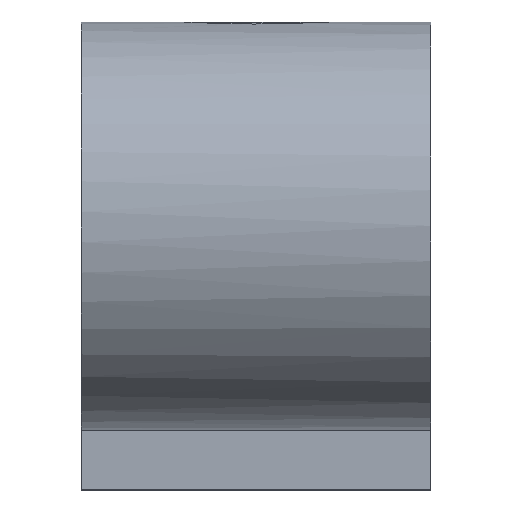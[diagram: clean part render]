
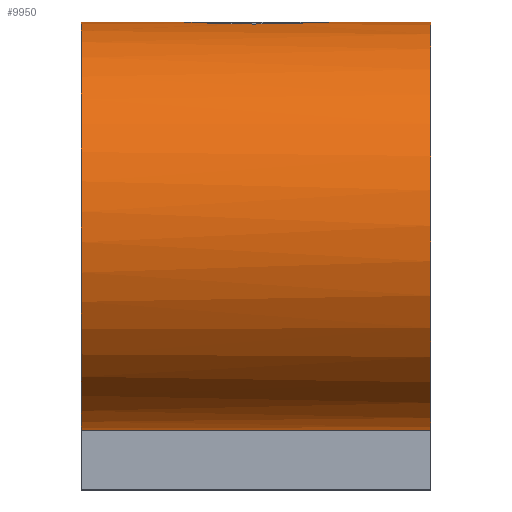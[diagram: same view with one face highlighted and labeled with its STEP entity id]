
A CAD part, top view. The second image highlights one B-rep face of the part: STEP entity #9950.
In plain terms, the highlighted cylindrical face has radius 7 mm (diameter 14 mm), a partial arc.
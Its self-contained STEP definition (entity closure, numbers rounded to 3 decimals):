
#9489=CARTESIAN_POINT('Vertex',(-2.,-7.,-33.)) ;
#9492=CARTESIAN_POINT('Line Origine',(-8.61,-7.,-33.)) ;
#9496=CARTESIAN_POINT('Vertex',(-14.,-7.,-33.)) ;
#9772=CARTESIAN_POINT('Vertex',(-14.,7.,-33.)) ;
#9783=CARTESIAN_POINT('Control Point',(-14.,7.,-33.)) ;
#9784=CARTESIAN_POINT('Control Point',(-14.,7.,-32.352)) ;
#9785=CARTESIAN_POINT('Control Point',(-14.,6.925,-31.704)) ;
#9786=CARTESIAN_POINT('Control Point',(-14.,6.775,-31.067)) ;
#9787=CARTESIAN_POINT('Control Point',(-14.,6.33,-29.841)) ;
#9788=CARTESIAN_POINT('Control Point',(-14.,5.617,-28.748)) ;
#9789=CARTESIAN_POINT('Control Point',(-14.,5.199,-28.245)) ;
#9790=CARTESIAN_POINT('Control Point',(-14.,4.253,-27.346)) ;
#9791=CARTESIAN_POINT('Control Point',(-14.,3.127,-26.687)) ;
#9792=CARTESIAN_POINT('Control Point',(-14.,2.529,-26.424)) ;
#9793=CARTESIAN_POINT('Control Point',(-14.,1.281,-26.042)) ;
#9794=CARTESIAN_POINT('Control Point',(-14.,-0.021,-25.955)) ;
#9795=CARTESIAN_POINT('Control Point',(-14.,-0.674,-25.987)) ;
#9796=CARTESIAN_POINT('Control Point',(-14.,-1.961,-26.202)) ;
#9797=CARTESIAN_POINT('Control Point',(-14.,-3.165,-26.706)) ;
#9798=CARTESIAN_POINT('Control Point',(-14.,-3.735,-27.026)) ;
#9799=CARTESIAN_POINT('Control Point',(-14.,-4.79,-27.793)) ;
#9800=CARTESIAN_POINT('Control Point',(-14.,-5.642,-28.781)) ;
#9801=CARTESIAN_POINT('Control Point',(-14.,-6.009,-29.323)) ;
#9802=CARTESIAN_POINT('Control Point',(-14.,-6.547,-30.357)) ;
#9803=CARTESIAN_POINT('Control Point',(-14.,-6.861,-31.476)) ;
#9804=CARTESIAN_POINT('Control Point',(-14.,-6.954,-31.98)) ;
#9805=CARTESIAN_POINT('Control Point',(-14.,-7.,-32.49)) ;
#9806=CARTESIAN_POINT('Control Point',(-14.,-7.,-33.)) ;
#9863=CARTESIAN_POINT('Axis2P3D Location',(-2.,0.,-33.)) ;
#9867=CARTESIAN_POINT('Vertex',(-2.,7.,-33.)) ;
#9915=CARTESIAN_POINT('Axis2P3D Location',(-8.61,0.,-33.)) ;
#9920=CARTESIAN_POINT('Line Origine',(-8.61,7.,-33.)) ;
#9924=CARTESIAN_POINT('Vertex',(-11.,7.,-33.)) ;
#9927=CARTESIAN_POINT('Line Origine',(-8.61,7.,-33.)) ;
#9931=CARTESIAN_POINT('Vertex',(-5.,7.,-33.)) ;
#9935=CARTESIAN_POINT('Control Point',(-11.,7.,-33.)) ;
#9936=CARTESIAN_POINT('Control Point',(-9.97,7.,-32.228)) ;
#9937=CARTESIAN_POINT('Control Point',(-8.693,6.886,-31.787)) ;
#9938=CARTESIAN_POINT('Control Point',(-7.309,6.886,-31.785)) ;
#9939=CARTESIAN_POINT('Control Point',(-6.03,7.,-32.228)) ;
#9940=CARTESIAN_POINT('Control Point',(-5.,7.,-33.)) ;
#9493=DIRECTION('Vector Direction',(1.,0.,0.)) ;
#9864=DIRECTION('Axis2P3D Direction',(1.,0.,0.)) ;
#9916=DIRECTION('Axis2P3D Direction',(1.,0.,0.)) ;
#9917=DIRECTION('Axis2P3D XDirection',(0.,1.,0.)) ;
#9921=DIRECTION('Vector Direction',(1.,0.,0.)) ;
#9928=DIRECTION('Vector Direction',(1.,0.,0.)) ;
#9865=AXIS2_PLACEMENT_3D('Circle Axis2P3D',#9863,#9864,$) ;
#9918=AXIS2_PLACEMENT_3D('Cylinder Axis2P3D',#9915,#9916,#9917) ;
#9943=ORIENTED_EDGE('',*,*,#9926,.F.) ;
#9944=ORIENTED_EDGE('',*,*,#9807,.F.) ;
#9945=ORIENTED_EDGE('',*,*,#9498,.F.) ;
#9946=ORIENTED_EDGE('',*,*,#9869,.F.) ;
#9947=ORIENTED_EDGE('',*,*,#9933,.F.) ;
#9948=ORIENTED_EDGE('',*,*,#9941,.F.) ;
#9494=VECTOR('Line Direction',#9493,1.) ;
#9922=VECTOR('Line Direction',#9921,1.) ;
#9929=VECTOR('Line Direction',#9928,1.) ;
#9950=ADVANCED_FACE('PartBody',(#9949),#9919,.T.) ;
#9782=B_SPLINE_CURVE_WITH_KNOTS('',5,(#9783,#9784,#9785,#9786,#9787,#9788,#9789,#9790,#9791,#9792,#9793,#9794,#9795,#9796,#9797,#9798,#9799,#9800,#9801,#9802,#9803,#9804,#9805,#9806),.UNSPECIFIED.,.F.,.U.,(6,3,3,3,3,3,3,6),(0.,4.583,9.165,13.748,18.33,22.913,27.495,31.1),.UNSPECIFIED.) ;
#9934=B_SPLINE_CURVE_WITH_KNOTS('',5,(#9935,#9936,#9937,#9938,#9939,#9940),.UNSPECIFIED.,.F.,.U.,(6,6),(0.,9.271),.UNSPECIFIED.) ;
#9866=CIRCLE('generated circle',#9865,7.) ;
#9919=CYLINDRICAL_SURFACE('generated cylinder',#9918,7.) ;
#9498=EDGE_CURVE('',#9490,#9497,#9495,.F.) ;
#9807=EDGE_CURVE('',#9497,#9773,#9782,.F.) ;
#9869=EDGE_CURVE('',#9868,#9490,#9866,.T.) ;
#9926=EDGE_CURVE('',#9773,#9925,#9923,.T.) ;
#9933=EDGE_CURVE('',#9932,#9868,#9930,.T.) ;
#9941=EDGE_CURVE('',#9925,#9932,#9934,.T.) ;
#9942=EDGE_LOOP('',(#9943,#9944,#9945,#9946,#9947,#9948)) ;
#9949=FACE_OUTER_BOUND('',#9942,.T.) ;
#9495=LINE('Line',#9492,#9494) ;
#9923=LINE('Line',#9920,#9922) ;
#9930=LINE('Line',#9927,#9929) ;
#9490=VERTEX_POINT('',#9489) ;
#9497=VERTEX_POINT('',#9496) ;
#9773=VERTEX_POINT('',#9772) ;
#9868=VERTEX_POINT('',#9867) ;
#9925=VERTEX_POINT('',#9924) ;
#9932=VERTEX_POINT('',#9931) ;
